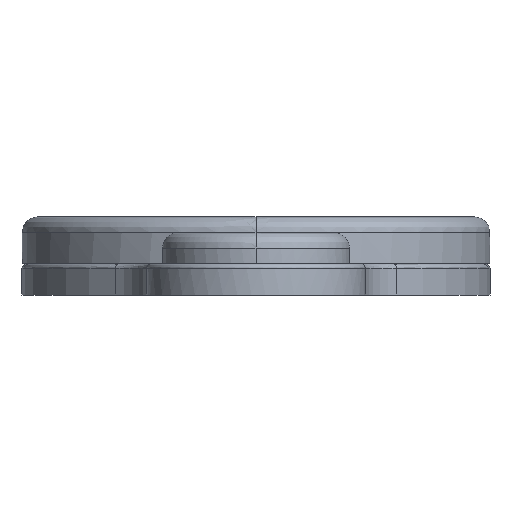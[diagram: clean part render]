
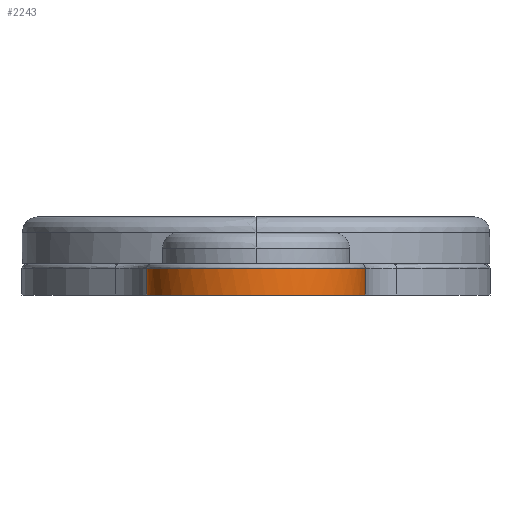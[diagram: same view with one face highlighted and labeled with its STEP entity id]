
A CAD part, left-side view. The second image highlights one B-rep face of the part: STEP entity #2243.
In plain terms, the highlighted free-form (B-spline) face has degree [2, 1] with [5, 2] control points.
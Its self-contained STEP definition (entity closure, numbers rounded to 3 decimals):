
#2243 = ADVANCED_FACE('',(#2244),#2280,.T.);
#2244 = FACE_BOUND('',#2245,.T.);
#2245 = EDGE_LOOP('',(#2246,#2258,#2265,#2275));
#2246 = ORIENTED_EDGE('',*,*,#2247,.T.);
#2247 = EDGE_CURVE('',#2248,#2250,#2252,.T.);
#2248 = VERTEX_POINT('',#2249);
#2249 = CARTESIAN_POINT('',(-46.564,9.313,
    2.262));
#2250 = VERTEX_POINT('',#2251);
#2251 = CARTESIAN_POINT('',(-46.564,-9.313,
    2.262));
#2252 = ( BOUNDED_CURVE() B_SPLINE_CURVE(2,(#2253,#2254,#2255,#2256,
#2257),.UNSPECIFIED.,.F.,.F.) B_SPLINE_CURVE_WITH_KNOTS((3,2,3),(0.,
1.571,3.142),.PIECEWISE_BEZIER_KNOTS.) CURVE() 
GEOMETRIC_REPRESENTATION_ITEM() RATIONAL_B_SPLINE_CURVE((1.,
0.707,1.,0.707,1.)) REPRESENTATION_ITEM('') );
#2253 = CARTESIAN_POINT('',(-46.564,9.313,
    2.262));
#2254 = CARTESIAN_POINT('',(-55.877,9.313,
    2.262));
#2255 = CARTESIAN_POINT('',(-55.877,0.,
    2.262));
#2256 = CARTESIAN_POINT('',(-55.877,-9.313,
    2.262));
#2257 = CARTESIAN_POINT('',(-46.564,-9.313,
    2.262));
#2258 = ORIENTED_EDGE('',*,*,#2259,.T.);
#2259 = EDGE_CURVE('',#2250,#2260,#2262,.T.);
#2260 = VERTEX_POINT('',#2261);
#2261 = CARTESIAN_POINT('',(-46.564,-9.313,0.));
#2262 = B_SPLINE_CURVE_WITH_KNOTS('',1,(#2263,#2264),.UNSPECIFIED.,.F.,
  .F.,(2,2),(0.,1.7),.PIECEWISE_BEZIER_KNOTS.);
#2263 = CARTESIAN_POINT('',(-46.564,-9.313,
    2.262));
#2264 = CARTESIAN_POINT('',(-46.564,-9.313,0.));
#2265 = ORIENTED_EDGE('',*,*,#2266,.T.);
#2266 = EDGE_CURVE('',#2260,#2267,#2269,.T.);
#2267 = VERTEX_POINT('',#2268);
#2268 = CARTESIAN_POINT('',(-46.564,9.313,0.));
#2269 = ( BOUNDED_CURVE() B_SPLINE_CURVE(2,(#2270,#2271,#2272,#2273,
#2274),.UNSPECIFIED.,.F.,.F.) B_SPLINE_CURVE_WITH_KNOTS((3,2,3),(0.,
1.571,3.142),.PIECEWISE_BEZIER_KNOTS.) CURVE() 
GEOMETRIC_REPRESENTATION_ITEM() RATIONAL_B_SPLINE_CURVE((1.,
0.707,1.,0.707,1.)) REPRESENTATION_ITEM('') );
#2270 = CARTESIAN_POINT('',(-46.564,-9.313,0.));
#2271 = CARTESIAN_POINT('',(-55.877,-9.313,0.));
#2272 = CARTESIAN_POINT('',(-55.877,0.,0.));
#2273 = CARTESIAN_POINT('',(-55.877,9.313,0.));
#2274 = CARTESIAN_POINT('',(-46.564,9.313,0.));
#2275 = ORIENTED_EDGE('',*,*,#2276,.T.);
#2276 = EDGE_CURVE('',#2267,#2248,#2277,.T.);
#2277 = B_SPLINE_CURVE_WITH_KNOTS('',1,(#2278,#2279),.UNSPECIFIED.,.F.,
  .F.,(2,2),(0.,1.7),.PIECEWISE_BEZIER_KNOTS.);
#2278 = CARTESIAN_POINT('',(-46.564,9.313,0.));
#2279 = CARTESIAN_POINT('',(-46.564,9.313,
    2.262));
#2280 = ( BOUNDED_SURFACE() B_SPLINE_SURFACE(2,1,(
    (#2281,#2282)
    ,(#2283,#2284)
    ,(#2285,#2286)
    ,(#2287,#2288)
    ,(#2289,#2290
)),.UNSPECIFIED.,.F.,.F.,.F.) B_SPLINE_SURFACE_WITH_KNOTS((3,2,3),(2,2),
  (3.142,4.712,6.283),(0.,1.7),
.PIECEWISE_BEZIER_KNOTS.) GEOMETRIC_REPRESENTATION_ITEM() 
RATIONAL_B_SPLINE_SURFACE((
    (1.,1.)
    ,(0.707,0.707)
    ,(1.,1.)
    ,(0.707,0.707)
,(1.,1.))) REPRESENTATION_ITEM('') SURFACE() );
#2281 = CARTESIAN_POINT('',(-46.564,-9.313,0.));
#2282 = CARTESIAN_POINT('',(-46.564,-9.313,
    2.262));
#2283 = CARTESIAN_POINT('',(-55.877,-9.313,0.));
#2284 = CARTESIAN_POINT('',(-55.877,-9.313,
    2.262));
#2285 = CARTESIAN_POINT('',(-55.877,0.,0.));
#2286 = CARTESIAN_POINT('',(-55.877,0.,
    2.262));
#2287 = CARTESIAN_POINT('',(-55.877,9.313,0.));
#2288 = CARTESIAN_POINT('',(-55.877,9.313,
    2.262));
#2289 = CARTESIAN_POINT('',(-46.564,9.313,0.));
#2290 = CARTESIAN_POINT('',(-46.564,9.313,2.262)
  );
